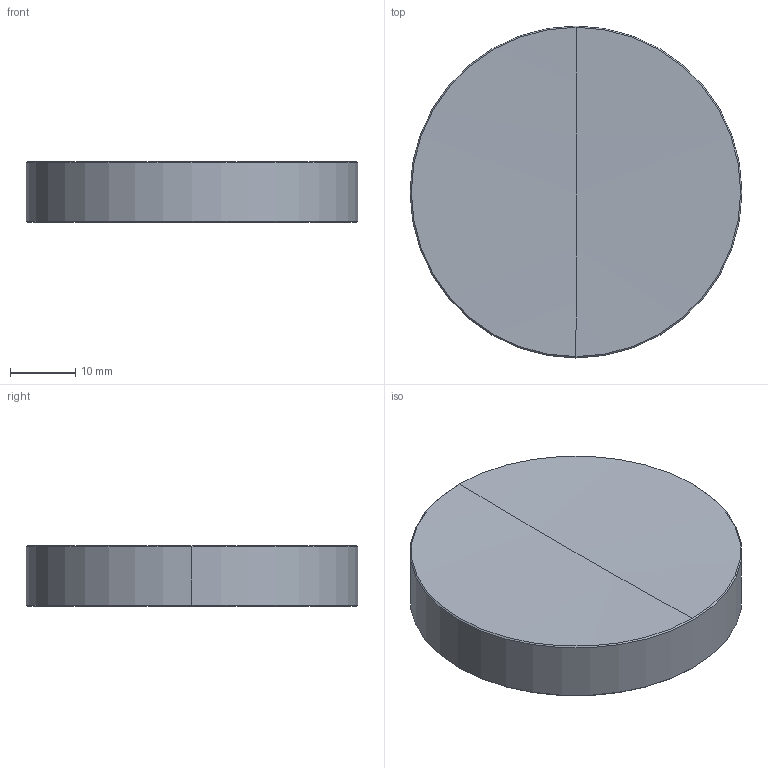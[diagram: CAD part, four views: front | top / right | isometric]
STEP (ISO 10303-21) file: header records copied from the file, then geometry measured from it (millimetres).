
FILE_DESCRIPTION (( 'STEP AP203' ), '1' );
FILE_NAME ('TTN153326-E0W.STEP', '2018-12-17T20:28:44', ( '' ), ( '' ), 'SwSTEP 2.0', 'SolidWorks 2018', '' );
FILE_SCHEMA (( 'CONFIG_CONTROL_DESIGN' ));
Length unit declared in the file: millimetre
Products named in the file (1): TTN153326-E0W
Bounding box: 50.8 x 50.8 x 9.32 mm (x, y, z)
Volume: 18562.1 mm3; surface area: 5503.9 mm2
Topology: 1 solids, 1 shells, 44 faces, 289 edges, 282 vertices
Faces by surface type: plane 36, cone 4, cylinder 2, sphere 2
Entity records: 4350 total; most frequent: CARTESIAN_POINT 2144, ORIENTED_EDGE 578, EDGE_CURVE 289, VERTEX_POINT 282, DIRECTION 249, B_SPLINE_CURVE_WITH_KNOTS 142, VECTOR 135, LINE 135
